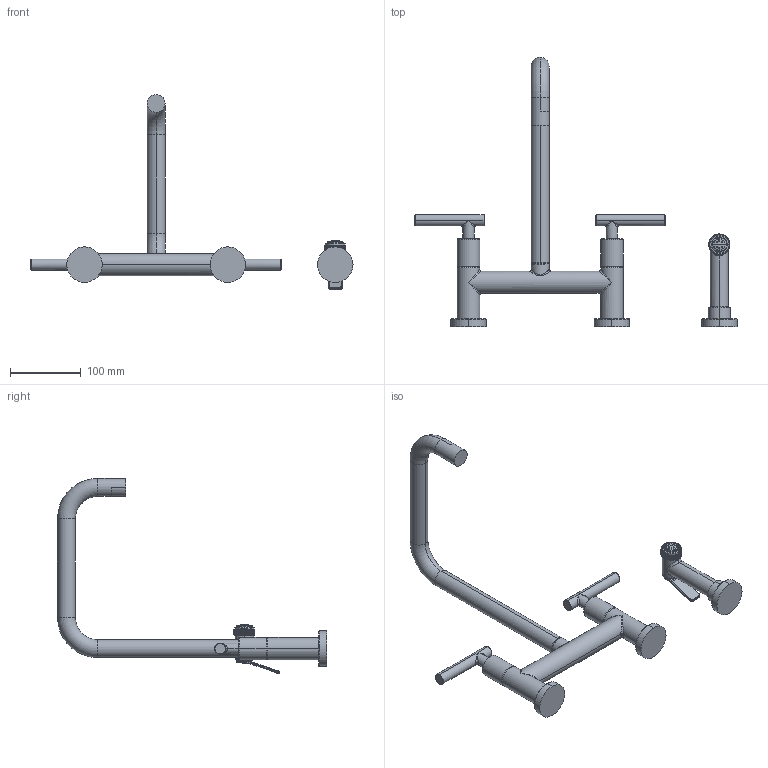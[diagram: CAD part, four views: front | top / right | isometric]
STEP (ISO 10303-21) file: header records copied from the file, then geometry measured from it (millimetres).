
FILE_DESCRIPTION((''),'2;1');
FILE_NAME('1400-5413_','2021-02-25T16:10:09',('rsmith'),(''),'CREO PARAMETRIC BY PTC INC, 2018400','CREO PARAMETRIC BY PTC INC, 2018400','');
FILE_SCHEMA(('AUTOMOTIVE_DESIGN { 1 0 10303 214 1 1 1 1 }'));
Length unit declared in the file: inch
Products named in the file (1): 1400-5413_
Bounding box: 456.67 x 381.48 x 276.6 mm (x, y, z)
Volume: 797829.5 mm3; surface area: 133906.8 mm2
Topology: 6 solids, 7 shells, 664 faces, 1805 edges, 1164 vertices
Faces by surface type: plane 294, cylinder 217, bspline 85, torus 41, cone 23, sphere 4
Entity records: 43598 total; most frequent: CARTESIAN_POINT 15348, ORIENTED_EDGE 3610, DIRECTION 3143, PRESENTATION_STYLE_ASSIGNMENT 2409, STYLED_ITEM 1811, CURVE_STYLE 1805, EDGE_CURVE 1805, VERTEX_POINT 1164
